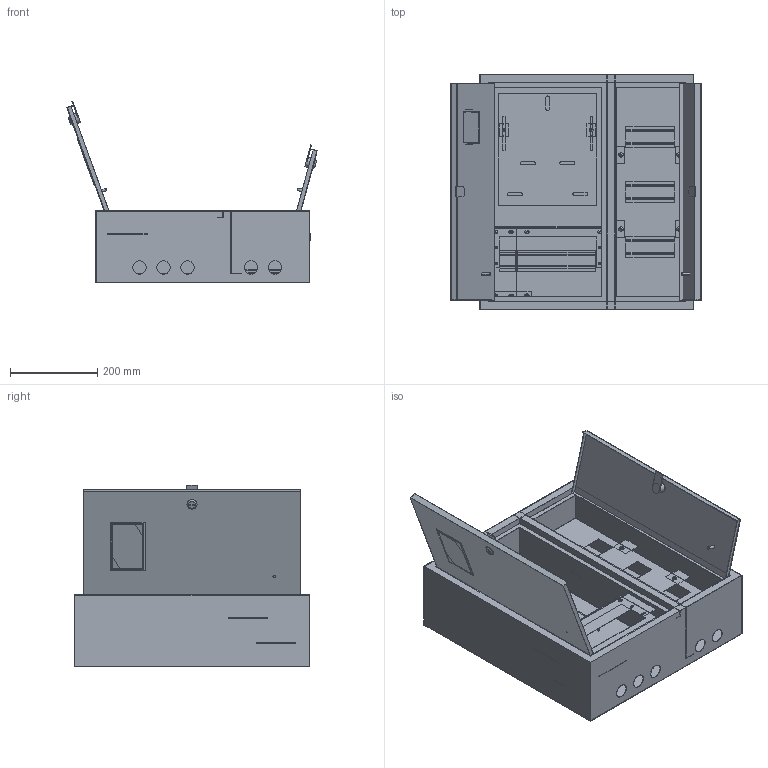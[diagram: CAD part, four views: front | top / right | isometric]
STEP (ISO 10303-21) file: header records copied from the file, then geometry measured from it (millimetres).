
FILE_DESCRIPTION (( 'STEP AP214' ), '1' );
FILE_NAME ('ShURN_3_30-1-zo.STEP', '2017-01-12T06:09:18', ( 'user' ), ( '' ), 'SwSTEP 2.0', 'SolidWorks 2014', '' );
FILE_SCHEMA (( 'AUTOMOTIVE_DESIGN' ));
Length unit declared in the file: millimetre
Products named in the file (14): SC GOST 17473_gost_‚¨­â A.M4x10 ƒŽ‘’ 17473-80; SC GOST 17473_gost_‚¨­â A.M6x16 ƒŽ‘’ 17473-80; DIN-Reika_12 ｬｮ､罩･ｩ; Panel_D; Dver_SHURN_1; Dver_SHURN_｡･ｧ ｮｪｭ; Panel_-01; Obolochka_SHURN_3_30_1; Panel_Lev_-00; DIN-Reika_18 ｢箘ｬ箘｢; Panel_Prav_-00; STEKLO_IEK; ShURN_3_30-1-zo; SC GOST 17473_gost_‚¨­â A.M5x10 ƒŽ‘’ 17473-80
Assembly tree (32 placements, depth 2):
  ShURN_3_30-1-zo
    Obolochka_SHURN_3_30_1
    Dver_SHURN_1
    Panel_-01
    SC GOST 17473_gost_‚¨­â A.M5x10 ƒŽ‘’ 17473-80  x8
    SC GOST 17473_gost_‚¨­â A.M4x10 ƒŽ‘’ 17473-80  x2
    Panel_Lev_-00
    Panel_Prav_-00
    STEKLO_IEK
    DIN-Reika_18 ｢箘ｬ箘｢
    SC GOST 17473_gost_‚¨­â A.M6x16 ƒŽ‘’ 17473-80  x10
    Panel_D
    Dver_SHURN_｡･ｧ ｮｪｭ
    DIN-Reika_12 ｬｮ､罩･ｩ  x3
Bounding box: 573.57 x 540 x 416.14 mm (x, y, z)
Volume: 1309519.2 mm3; surface area: 2588497.1 mm2
Topology: 37 solids, 37 shells, 839 faces, 2026 edges, 1304 vertices
Faces by surface type: plane 557, cylinder 234, sphere 40, cone 8
Entity records: 19362 total; most frequent: DIRECTION 3212, CARTESIAN_POINT 3185, ORIENTED_EDGE 3088, EDGE_CURVE 1544, VECTOR 1150, LINE 1150, AXIS2_PLACEMENT_3D 1031, VERTEX_POINT 1004
